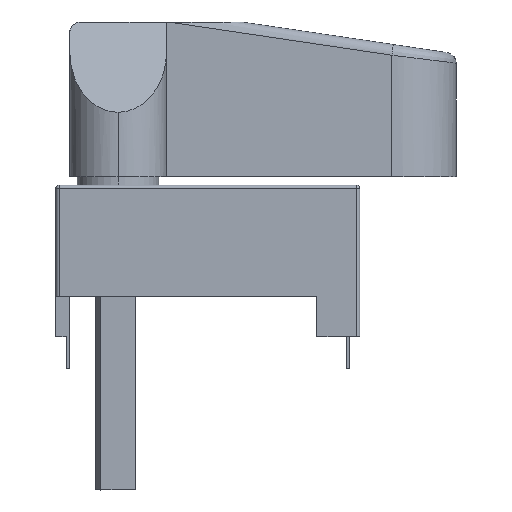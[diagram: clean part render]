
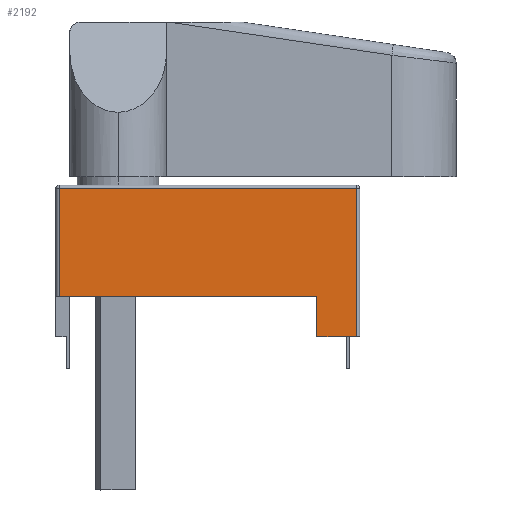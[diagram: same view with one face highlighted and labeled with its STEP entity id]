
A CAD part, left-side view. The second image highlights one B-rep face of the part: STEP entity #2192.
In plain terms, the highlighted planar face has unit normal (-1, 0, 0).
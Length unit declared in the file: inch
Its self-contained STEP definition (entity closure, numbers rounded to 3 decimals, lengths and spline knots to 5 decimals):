
#75 = ORIENTED_EDGE ( 'NONE', *, *, #668, .T. ) ;
#197 = CARTESIAN_POINT ( 'NONE',  ( 0.43755, 1.32737, 8.40933 ) ) ;
#340 = CARTESIAN_POINT ( 'NONE',  ( 0.43755, 1.32737, 7.77933 ) ) ;
#392 = VECTOR ( 'NONE', #2578, 39.37008 ) ;
#430 = EDGE_CURVE ( 'NONE', #2382, #3101, #2580, .T. ) ;
#442 = EDGE_CURVE ( 'NONE', #2847, #3101, #1912, .T. ) ;
#463 = DIRECTION ( 'NONE',  ( 0., 1., 0. ) ) ;
#502 = CARTESIAN_POINT ( 'NONE',  ( 0.43755, -0.42263, 7.77933 ) ) ;
#520 = CARTESIAN_POINT ( 'NONE',  ( 0.43755, -0.17263, 7.54633 ) ) ;
#631 = EDGE_CURVE ( 'NONE', #1670, #2382, #965, .T. ) ;
#668 = EDGE_CURVE ( 'NONE', #3134, #1670, #802, .T. ) ;
#802 = LINE ( 'NONE', #3116, #3209 ) ;
#843 = EDGE_CURVE ( 'NONE', #966, #2847, #2256, .T. ) ;
#965 = LINE ( 'NONE', #3894, #3901 ) ;
#966 = VERTEX_POINT ( 'NONE', #520 ) ;
#1083 = CARTESIAN_POINT ( 'NONE',  ( 0.43755, -0.42263, 7.54633 ) ) ;
#1103 = CARTESIAN_POINT ( 'NONE',  ( 0.43755, -0.17263, 7.77933 ) ) ;
#1670 = VERTEX_POINT ( 'NONE', #3212 ) ;
#1710 = PLANE ( 'NONE',  #2490 ) ;
#1836 = VECTOR ( 'NONE', #3054, 39.37008 ) ;
#1912 = LINE ( 'NONE', #3362, #1836 ) ;
#2011 = LINE ( 'NONE', #1083, #392 ) ;
#2014 = DIRECTION ( 'NONE',  ( 0., 0., -1. ) ) ;
#2127 = FACE_OUTER_BOUND ( 'NONE', #2564, .T. ) ;
#2158 = VECTOR ( 'NONE', #2779, 39.37008 ) ;
#2192 = ADVANCED_FACE ( 'NONE', ( #2127 ), #1710, .F. ) ;
#2256 = LINE ( 'NONE', #2488, #2158 ) ;
#2382 = VERTEX_POINT ( 'NONE', #197 ) ;
#2447 = DIRECTION ( 'NONE',  ( 0., 0., -1. ) ) ;
#2488 = CARTESIAN_POINT ( 'NONE',  ( 0.43755, -0.17263, 7.35933 ) ) ;
#2490 = AXIS2_PLACEMENT_3D ( 'NONE', #502, #3830, #2014 ) ;
#2564 = EDGE_LOOP ( 'NONE', ( #3047, #75, #2739, #2754, #3701, #3170 ) ) ;
#2578 = DIRECTION ( 'NONE',  ( 0., -1., 0. ) ) ;
#2580 = LINE ( 'NONE', #340, #2736 ) ;
#2736 = VECTOR ( 'NONE', #2447, 39.37008 ) ;
#2739 = ORIENTED_EDGE ( 'NONE', *, *, #631, .T. ) ;
#2754 = ORIENTED_EDGE ( 'NONE', *, *, #430, .T. ) ;
#2779 = DIRECTION ( 'NONE',  ( 0., 0., 1. ) ) ;
#2847 = VERTEX_POINT ( 'NONE', #1103 ) ;
#3047 = ORIENTED_EDGE ( 'NONE', *, *, #3482, .T. ) ;
#3054 = DIRECTION ( 'NONE',  ( 0., 1., 0. ) ) ;
#3101 = VERTEX_POINT ( 'NONE', #3324 ) ;
#3116 = CARTESIAN_POINT ( 'NONE',  ( 0.43755, -0.40263, 7.77933 ) ) ;
#3134 = VERTEX_POINT ( 'NONE', #3341 ) ;
#3170 = ORIENTED_EDGE ( 'NONE', *, *, #843, .F. ) ;
#3209 = VECTOR ( 'NONE', #3718, 39.37008 ) ;
#3212 = CARTESIAN_POINT ( 'NONE',  ( 0.43755, -0.40263, 8.40933 ) ) ;
#3324 = CARTESIAN_POINT ( 'NONE',  ( 0.43755, 1.32737, 7.77933 ) ) ;
#3341 = CARTESIAN_POINT ( 'NONE',  ( 0.43755, -0.40263, 7.54633 ) ) ;
#3362 = CARTESIAN_POINT ( 'NONE',  ( 0.43755, -0.42263, 7.77933 ) ) ;
#3482 = EDGE_CURVE ( 'NONE', #966, #3134, #2011, .T. ) ;
#3701 = ORIENTED_EDGE ( 'NONE', *, *, #442, .F. ) ;
#3718 = DIRECTION ( 'NONE',  ( 0., 0., 1. ) ) ;
#3830 = DIRECTION ( 'NONE',  ( 1., 0., 0. ) ) ;
#3894 = CARTESIAN_POINT ( 'NONE',  ( 0.43755, -0.42263, 8.40933 ) ) ;
#3901 = VECTOR ( 'NONE', #463, 39.37008 ) ;
